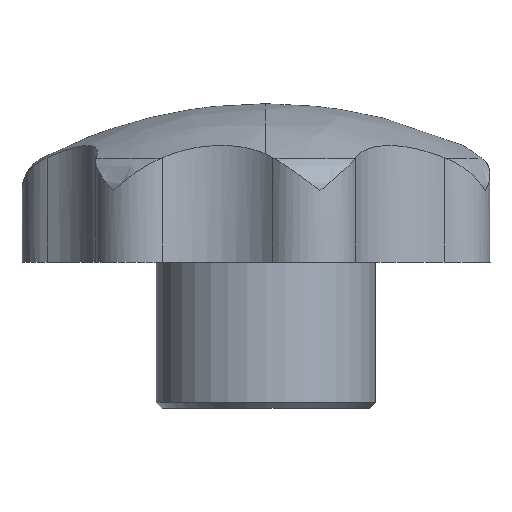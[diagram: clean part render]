
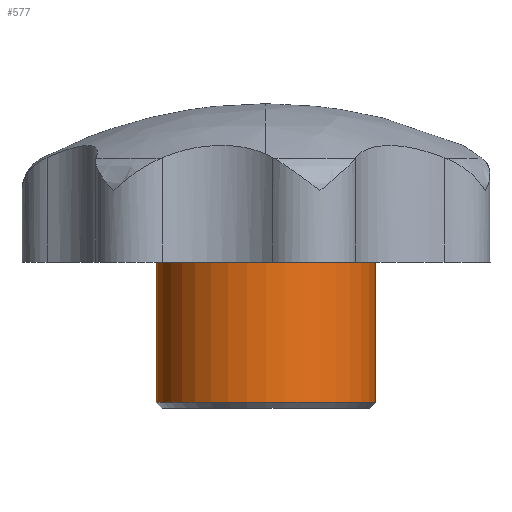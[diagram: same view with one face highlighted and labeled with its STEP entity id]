
A CAD part, left-side view. The second image highlights one B-rep face of the part: STEP entity #577.
In plain terms, the highlighted cylindrical face has radius 9 mm (diameter 18 mm), a partial arc.
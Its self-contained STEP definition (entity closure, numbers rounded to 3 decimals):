
#28 = VERTEX_POINT ( 'NONE', #972 ) ;
#45 = LINE ( 'NONE', #1637, #371 ) ;
#60 = ORIENTED_EDGE ( 'NONE', *, *, #1470, .F. ) ;
#171 = LINE ( 'NONE', #1681, #1495 ) ;
#201 = DIRECTION ( 'NONE',  ( 0., 0., 1. ) ) ;
#306 = EDGE_CURVE ( 'NONE', #1820, #1374, #171, .T. ) ;
#322 = DIRECTION ( 'NONE',  ( 0., -1., 0. ) ) ;
#371 = VECTOR ( 'NONE', #1963, 1000. ) ;
#436 = EDGE_CURVE ( 'NONE', #1820, #1750, #944, .T. ) ;
#484 = DIRECTION ( 'NONE',  ( 0., -1., 0. ) ) ;
#516 = DIRECTION ( 'NONE',  ( 0., 0., 1. ) ) ;
#577 = ADVANCED_FACE ( 'NONE', ( #1913 ), #1088, .T. ) ;
#649 = AXIS2_PLACEMENT_3D ( 'NONE', #1262, #1093, #484 ) ;
#763 = CIRCLE ( 'NONE', #1722, 9. ) ;
#839 = DIRECTION ( 'NONE',  ( 0., -1., 0. ) ) ;
#892 = ORIENTED_EDGE ( 'NONE', *, *, #922, .T. ) ;
#909 = CARTESIAN_POINT ( 'NONE',  ( 0., 9., 0.5 ) ) ;
#915 = CARTESIAN_POINT ( 'NONE',  ( 0., -9., 0.5 ) ) ;
#922 = EDGE_CURVE ( 'NONE', #1750, #28, #45, .T. ) ;
#944 = CIRCLE ( 'NONE', #649, 9. ) ;
#972 = CARTESIAN_POINT ( 'NONE',  ( 0., -9., 12. ) ) ;
#985 = EDGE_LOOP ( 'NONE', ( #1703, #1349, #892, #60 ) ) ;
#1037 = DIRECTION ( 'NONE',  ( 0., 0., 1. ) ) ;
#1088 = CYLINDRICAL_SURFACE ( 'NONE', #1139, 9. ) ;
#1093 = DIRECTION ( 'NONE',  ( 0., 0., 1. ) ) ;
#1123 = CARTESIAN_POINT ( 'NONE',  ( 0., 0., 12. ) ) ;
#1139 = AXIS2_PLACEMENT_3D ( 'NONE', #1432, #516, #839 ) ;
#1262 = CARTESIAN_POINT ( 'NONE',  ( 0., 0., 0.5 ) ) ;
#1349 = ORIENTED_EDGE ( 'NONE', *, *, #436, .T. ) ;
#1374 = VERTEX_POINT ( 'NONE', #1756 ) ;
#1432 = CARTESIAN_POINT ( 'NONE',  ( 0., 0., 26.25 ) ) ;
#1470 = EDGE_CURVE ( 'NONE', #1374, #28, #763, .T. ) ;
#1495 = VECTOR ( 'NONE', #1037, 1000. ) ;
#1637 = CARTESIAN_POINT ( 'NONE',  ( 0., -9., 26.25 ) ) ;
#1681 = CARTESIAN_POINT ( 'NONE',  ( 0., 9., 26.25 ) ) ;
#1703 = ORIENTED_EDGE ( 'NONE', *, *, #306, .F. ) ;
#1722 = AXIS2_PLACEMENT_3D ( 'NONE', #1123, #201, #322 ) ;
#1750 = VERTEX_POINT ( 'NONE', #915 ) ;
#1756 = CARTESIAN_POINT ( 'NONE',  ( 0., 9., 12. ) ) ;
#1820 = VERTEX_POINT ( 'NONE', #909 ) ;
#1913 = FACE_OUTER_BOUND ( 'NONE', #985, .T. ) ;
#1963 = DIRECTION ( 'NONE',  ( 0., 0., 1. ) ) ;
